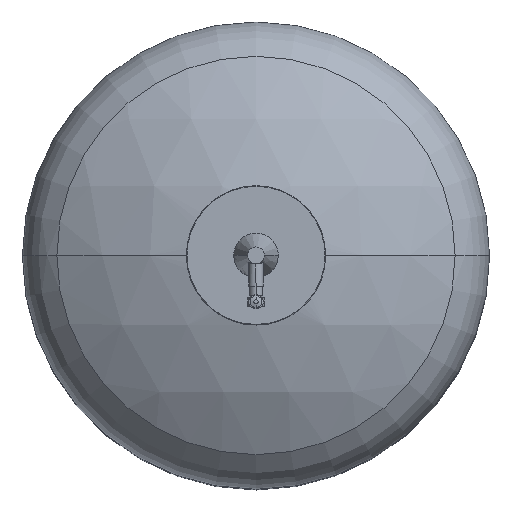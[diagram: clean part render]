
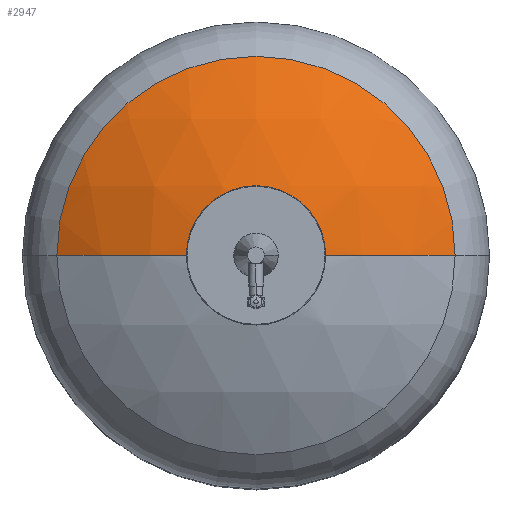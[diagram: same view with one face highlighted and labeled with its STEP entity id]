
A CAD part, top view. The second image highlights one B-rep face of the part: STEP entity #2947.
In plain terms, the highlighted spherical face has radius 633.9 mm.
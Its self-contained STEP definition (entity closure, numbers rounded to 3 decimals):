
#35 = VERTEX_POINT ( 'NONE', #1517 ) ;
#192 = CIRCLE ( 'NONE', #5559, 93.945 ) ;
#240 = VERTEX_POINT ( 'NONE', #5357 ) ;
#267 = CIRCLE ( 'NONE', #5221, 335.793 ) ;
#463 = AXIS2_PLACEMENT_3D ( 'NONE', #5327, #4571, #5858 ) ;
#852 = FACE_OUTER_BOUND ( 'NONE', #1485, .T. ) ;
#1284 = EDGE_CURVE ( 'NONE', #240, #5791, #192, .T. ) ;
#1485 = EDGE_LOOP ( 'NONE', ( #6021, #7055, #6725, #2074 ) ) ;
#1517 = CARTESIAN_POINT ( 'NONE',  ( 335.793, 0., 1320.255 ) ) ;
#1549 = DIRECTION ( 'NONE',  ( 0., 0., -1. ) ) ;
#1649 = CARTESIAN_POINT ( 'NONE',  ( 0., 0., 1409.5 ) ) ;
#2074 = ORIENTED_EDGE ( 'NONE', *, *, #4345, .F. ) ;
#2137 = SPHERICAL_SURFACE ( 'NONE', #4283, 633.9 ) ;
#2161 = CIRCLE ( 'NONE', #2579, 633.9 ) ;
#2579 = AXIS2_PLACEMENT_3D ( 'NONE', #6244, #8292, #8335 ) ;
#2800 = CARTESIAN_POINT ( 'NONE',  ( 93.945, 0., 1409.5 ) ) ;
#2924 = CARTESIAN_POINT ( 'NONE',  ( 0., 0., 1320.255 ) ) ;
#2947 = ADVANCED_FACE ( 'NONE', ( #852 ), #2137, .T. ) ;
#3396 = EDGE_CURVE ( 'NONE', #4243, #35, #267, .T. ) ;
#3587 = CARTESIAN_POINT ( 'NONE',  ( 0., 0., 782.6 ) ) ;
#3949 = CARTESIAN_POINT ( 'NONE',  ( -335.793, 0., 1320.255 ) ) ;
#4243 = VERTEX_POINT ( 'NONE', #3949 ) ;
#4283 = AXIS2_PLACEMENT_3D ( 'NONE', #3587, #7622, #7535 ) ;
#4345 = EDGE_CURVE ( 'NONE', #35, #5791, #6531, .T. ) ;
#4571 = DIRECTION ( 'NONE',  ( 0., -1., 0. ) ) ;
#4775 = EDGE_CURVE ( 'NONE', #4243, #240, #2161, .T. ) ;
#4831 = DIRECTION ( 'NONE',  ( 1., 0., 0. ) ) ;
#5052 = DIRECTION ( 'NONE',  ( 0., 0., -1. ) ) ;
#5221 = AXIS2_PLACEMENT_3D ( 'NONE', #2924, #1549, #4831 ) ;
#5327 = CARTESIAN_POINT ( 'NONE',  ( 0., 0., 782.6 ) ) ;
#5357 = CARTESIAN_POINT ( 'NONE',  ( -93.945, 0., 1409.5 ) ) ;
#5559 = AXIS2_PLACEMENT_3D ( 'NONE', #1649, #5052, #8296 ) ;
#5791 = VERTEX_POINT ( 'NONE', #2800 ) ;
#5858 = DIRECTION ( 'NONE',  ( 0., 0., -1. ) ) ;
#6021 = ORIENTED_EDGE ( 'NONE', *, *, #3396, .F. ) ;
#6244 = CARTESIAN_POINT ( 'NONE',  ( 0., 0., 782.6 ) ) ;
#6531 = CIRCLE ( 'NONE', #463, 633.9 ) ;
#6725 = ORIENTED_EDGE ( 'NONE', *, *, #1284, .T. ) ;
#7055 = ORIENTED_EDGE ( 'NONE', *, *, #4775, .T. ) ;
#7535 = DIRECTION ( 'NONE',  ( 1., 0., 0. ) ) ;
#7622 = DIRECTION ( 'NONE',  ( 0., 1., 0. ) ) ;
#8292 = DIRECTION ( 'NONE',  ( 0., 1., 0. ) ) ;
#8296 = DIRECTION ( 'NONE',  ( 1., 0., 0. ) ) ;
#8335 = DIRECTION ( 'NONE',  ( -1., 0., 0. ) ) ;
